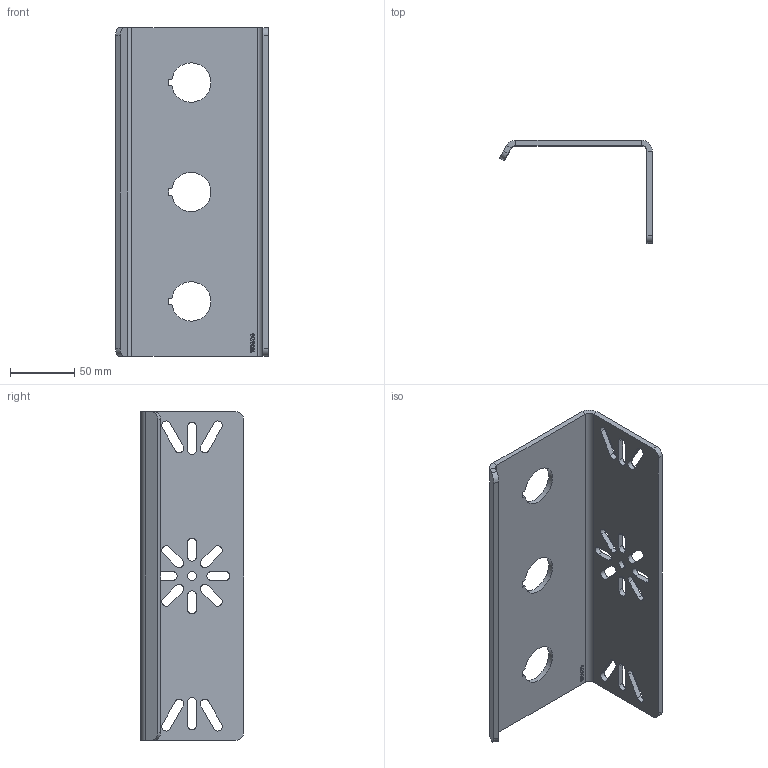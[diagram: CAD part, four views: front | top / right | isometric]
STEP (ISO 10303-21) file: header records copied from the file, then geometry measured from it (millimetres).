
FILE_DESCRIPTION((''),'2;1');
FILE_NAME('163147_ASM','2018-03-02T',('pdmadmin'),('BANNER ENGINEERING'),'CREO PARAMETRIC BY PTC INC, 2016260','CREO PARAMETRIC BY PTC INC, 2016260','');
FILE_SCHEMA(('CONFIG_CONTROL_DESIGN'));
Length unit declared in the file: millimetre
Products named in the file (2): 161424; 163147_ASM
Assembly tree (1 placements, depth 2):
  163147_ASM
    161424
Bounding box: 118.64 x 80 x 255 mm (x, y, z)
Volume: 192047.8 mm3; surface area: 99694.7 mm2
Topology: 1 solids, 1 shells, 235 faces, 656 edges, 432 vertices
Faces by surface type: plane 194, cylinder 41
Entity records: 7583 total; most frequent: CARTESIAN_POINT 1326, ORIENTED_EDGE 1312, DIRECTION 1214, EDGE_CURVE 656, VECTOR 574, LINE 574, VERTEX_POINT 432, AXIS2_PLACEMENT_3D 320
